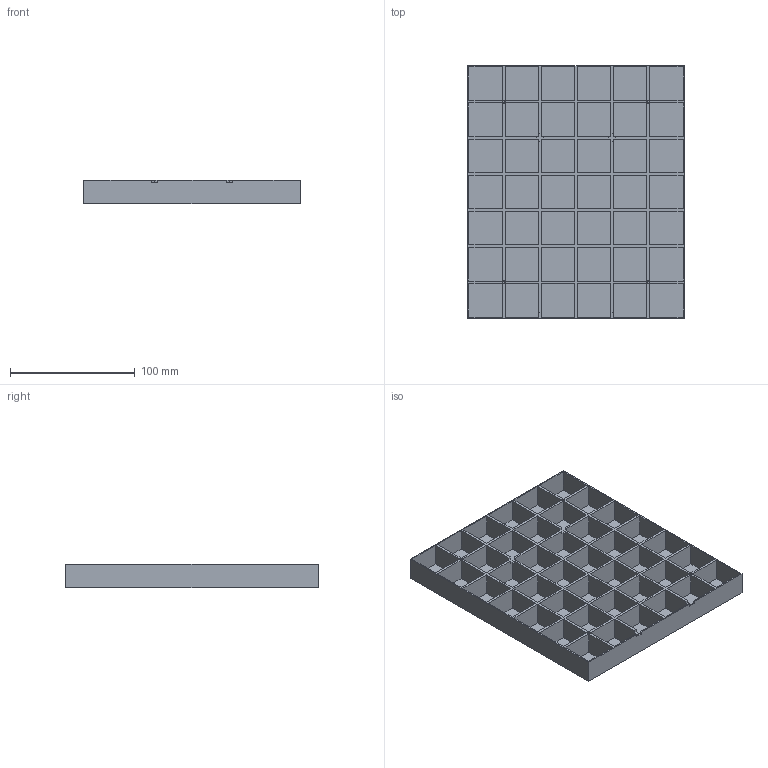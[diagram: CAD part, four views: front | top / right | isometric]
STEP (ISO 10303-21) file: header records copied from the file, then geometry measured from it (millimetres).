
FILE_DESCRIPTION(/* description */ ('STEP AP242','CAx-IF Rec.Pracs.---Representation and Presentation of Product Manufacturing Information (PMI)---4.0---2014-10-13','CAx-IF Rec.Pracs.---3D Tessellated Geometry---0.4---2014-09-14','2;1'),/* implementation_level */ '2;1');
FILE_NAME(/* name */ '66269a943cb6076c19b36e04',/* time_stamp */ '2024-04-22T17:12:52Z',/* author */ (''),/* organization */ (''),/* preprocessor_version */ 'ST-DEVELOPER v20',/* originating_system */ ' ',/* authorisation */ ' ');
FILE_SCHEMA (('AP242_MANAGED_MODEL_BASED_3D_ENGINEERING_MIM_LF { 1 0 10303 442 1 1 4 }'));
Length unit declared in the file: metre
Products named in the file (1): grid-7-v2
Bounding box: 174 x 203 x 18.8 mm (x, y, z)
Volume: 106566.9 mm3; surface area: 167512.9 mm2
Topology: 1 solids, 1 shells, 246 faces, 620 edges, 412 vertices
Faces by surface type: plane 238, cylinder 4, cone 4
Full cylindrical faces by diameter (mm): 1.8 x4
Entity records: 7206 total; most frequent: CARTESIAN_POINT 1271, ORIENTED_EDGE 1224, DIRECTION 1118, EDGE_CURVE 612, LINE 600, VECTOR 600, VERTEX_POINT 412, EDGE_LOOP 290
